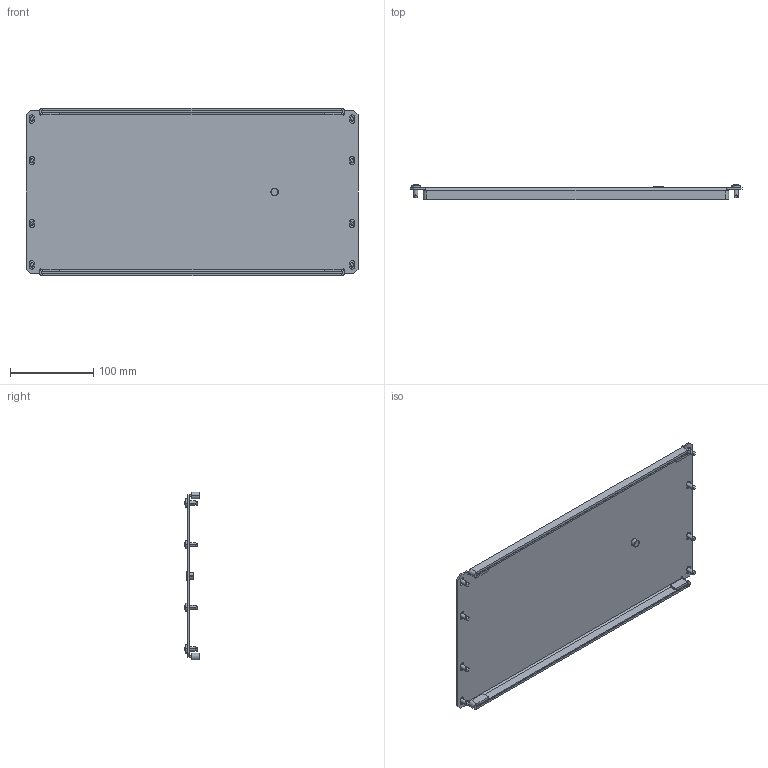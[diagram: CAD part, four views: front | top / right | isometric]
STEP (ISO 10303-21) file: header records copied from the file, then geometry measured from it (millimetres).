
FILE_DESCRIPTION (( 'STEP AP203' ), '1' );
FILE_NAME ('UR74100205000 Ïàíåëü îñíîâàíèÿ ãëóõàÿ ñðåäíÿÿ 200ìì RS52 00.50 (000.801.741-01).STEP', '2022-04-14T07:58:52', ( '' ), ( '' ), 'SwSTEP 2.0', 'SolidWorks 2017', '' );
FILE_SCHEMA (( 'CONFIG_CONTROL_DESIGN' ));
Length unit declared in the file: millimetre
Products named in the file (6): Âèíò DIN 7500 C TORX_Œ5å12; Óïëîòíèòåëü 3õ10 ïàíåëåé îñíîâàíèÿ LC3 00.80_02 (00.50); 003-551 Ïàíåëü îñíîâàíèÿ RS52_02 (00.50); 000.130.521 Ïàíåëü îñíîâàíèÿ ãëóõàÿ ñðåäíÿÿ 200ìì RS52_02 (00.50); UR74100205000 Ïàíåëü îñíîâàíèÿ ãëóõàÿ ñðåäíÿÿ 200ìì RS52 00.50 (000.801.741-01); ч蜱齁罻 ST-9
Assembly tree (13 placements, depth 3):
  UR74100205000 Ïàíåëü îñíîâàíèÿ ãëóõàÿ ñðåäíÿÿ 200ìì RS52 00.50 (000.801.741-01)
    000.130.521 Ïàíåëü îñíîâàíèÿ ãëóõàÿ ñðåäíÿÿ 200ìì RS52_02 (00.50)
      003-551 Ïàíåëü îñíîâàíèÿ RS52_02 (00.50)
      Óïëîòíèòåëü 3õ10 ïàíåëåé îñíîâàíèÿ LC3 00.80_02 (00.50)  x2
      ч蜱齁罻 ST-9
    Âèíò DIN 7500 C TORX_Œ5å12  x8
Bounding box: 398 x 17.69 x 201 mm (x, y, z)
Volume: 197943.1 mm3; surface area: 198342.6 mm2
Topology: 12 solids, 12 shells, 478 faces, 1258 edges, 814 vertices
Faces by surface type: plane 230, cylinder 190, cone 34, sphere 16, torus 8
Entity records: 6014 total; most frequent: CARTESIAN_POINT 998, DIRECTION 919, ORIENTED_EDGE 848, EDGE_CURVE 424, AXIS2_PLACEMENT_3D 335, VERTEX_POINT 268, VECTOR 249, LINE 249
